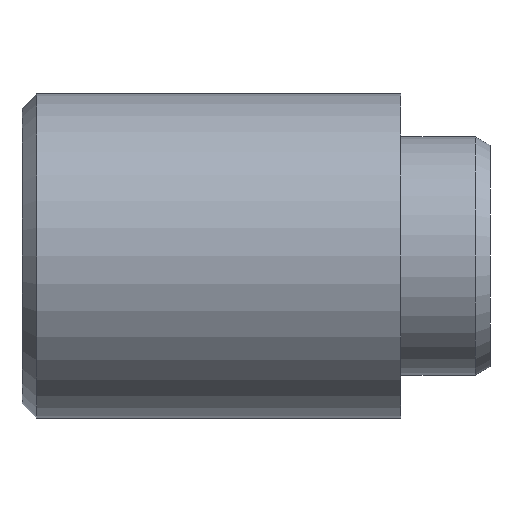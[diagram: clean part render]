
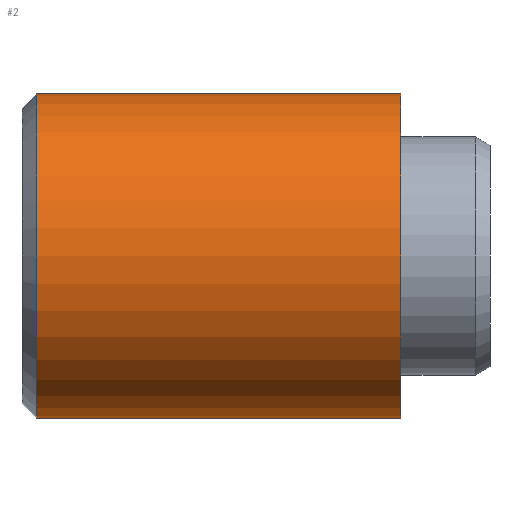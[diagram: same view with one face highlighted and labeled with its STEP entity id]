
A CAD part, left-side view. The second image highlights one B-rep face of the part: STEP entity #2.
In plain terms, the highlighted cylindrical face has radius 2.78 mm (diameter 5.56 mm), a partial arc.
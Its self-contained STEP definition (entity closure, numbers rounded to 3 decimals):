
#2 = ADVANCED_FACE ( 'NONE', ( #466 ), #217, .T. ) ;
#7 = DIRECTION ( 'NONE',  ( 0., 1., 0. ) ) ;
#15 = CARTESIAN_POINT ( 'NONE',  ( 0., 6.25, 0. ) ) ;
#17 = AXIS2_PLACEMENT_3D ( 'NONE', #142, #382, #101 ) ;
#25 = ORIENTED_EDGE ( 'NONE', *, *, #514, .F. ) ;
#29 = CARTESIAN_POINT ( 'NONE',  ( 0., 36.602, -2.78 ) ) ;
#43 = DIRECTION ( 'NONE',  ( 0., 0., 1. ) ) ;
#44 = CARTESIAN_POINT ( 'NONE',  ( 0., 36.602, 2.78 ) ) ;
#55 = CARTESIAN_POINT ( 'NONE',  ( 0., 0., -2.78 ) ) ;
#100 = ORIENTED_EDGE ( 'NONE', *, *, #184, .T. ) ;
#101 = DIRECTION ( 'NONE',  ( 0., 0., 1. ) ) ;
#111 = CARTESIAN_POINT ( 'NONE',  ( 0., 6.25, -2.78 ) ) ;
#115 = CIRCLE ( 'NONE', #481, 2.78 ) ;
#123 = LINE ( 'NONE', #44, #516 ) ;
#142 = CARTESIAN_POINT ( 'NONE',  ( 0., 36.602, 0. ) ) ;
#153 = CARTESIAN_POINT ( 'NONE',  ( 0., 0., 0. ) ) ;
#163 = EDGE_CURVE ( 'NONE', #326, #322, #123, .T. ) ;
#184 = EDGE_CURVE ( 'NONE', #322, #300, #115, .T. ) ;
#191 = CARTESIAN_POINT ( 'NONE',  ( 0., 6.25, 2.78 ) ) ;
#217 = CYLINDRICAL_SURFACE ( 'NONE', #17, 2.78 ) ;
#221 = EDGE_LOOP ( 'NONE', ( #25, #256, #293, #100 ) ) ;
#222 = VERTEX_POINT ( 'NONE', #55 ) ;
#256 = ORIENTED_EDGE ( 'NONE', *, *, #495, .T. ) ;
#293 = ORIENTED_EDGE ( 'NONE', *, *, #163, .T. ) ;
#300 = VERTEX_POINT ( 'NONE', #111 ) ;
#322 = VERTEX_POINT ( 'NONE', #191 ) ;
#325 = LINE ( 'NONE', #29, #431 ) ;
#326 = VERTEX_POINT ( 'NONE', #339 ) ;
#332 = DIRECTION ( 'NONE',  ( 0., 1., 0. ) ) ;
#339 = CARTESIAN_POINT ( 'NONE',  ( 0., 0., 2.78 ) ) ;
#345 = CIRCLE ( 'NONE', #357, 2.78 ) ;
#357 = AXIS2_PLACEMENT_3D ( 'NONE', #153, #484, #43 ) ;
#382 = DIRECTION ( 'NONE',  ( 0., 1., 0. ) ) ;
#411 = DIRECTION ( 'NONE',  ( 0., -1., 0. ) ) ;
#431 = VECTOR ( 'NONE', #332, 1000. ) ;
#466 = FACE_OUTER_BOUND ( 'NONE', #221, .T. ) ;
#481 = AXIS2_PLACEMENT_3D ( 'NONE', #15, #411, #512 ) ;
#484 = DIRECTION ( 'NONE',  ( 0., 1., 0. ) ) ;
#495 = EDGE_CURVE ( 'NONE', #222, #326, #345, .T. ) ;
#512 = DIRECTION ( 'NONE',  ( 0., 0., -1. ) ) ;
#514 = EDGE_CURVE ( 'NONE', #222, #300, #325, .T. ) ;
#516 = VECTOR ( 'NONE', #7, 1000. ) ;
